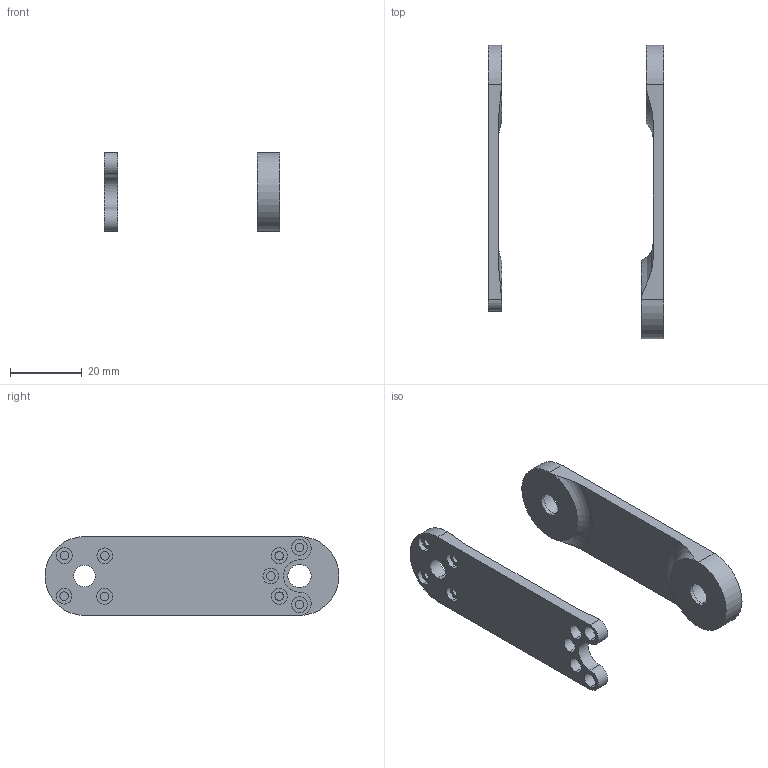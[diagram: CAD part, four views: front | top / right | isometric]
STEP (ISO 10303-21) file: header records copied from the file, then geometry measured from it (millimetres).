
FILE_DESCRIPTION (( 'STEP AP203' ), '1' );
FILE_NAME ('perna3_Valor predeterminado_sldprt.STEP', '2022-10-03T13:43:39', ( '' ), ( '' ), 'SwSTEP 2.0', 'SolidWorks 2022', '' );
FILE_SCHEMA (( 'CONFIG_CONTROL_DESIGN' ));
Length unit declared in the file: millimetre
Products named in the file (1): perna3_Valor predeterminado_sldprt
Bounding box: 49 x 82 x 22 mm (x, y, z)
Volume: 11232.9 mm3; surface area: 8369.9 mm2
Topology: 2 solids, 2 shells, 79 faces, 184 edges, 120 vertices
Faces by surface type: cylinder 52, plane 23, torus 4
Entity records: 2483 total; most frequent: CARTESIAN_POINT 454, DIRECTION 448, ORIENTED_EDGE 368, AXIS2_PLACEMENT_3D 192, EDGE_CURVE 184, VERTEX_POINT 120, EDGE_LOOP 114, CIRCLE 112
